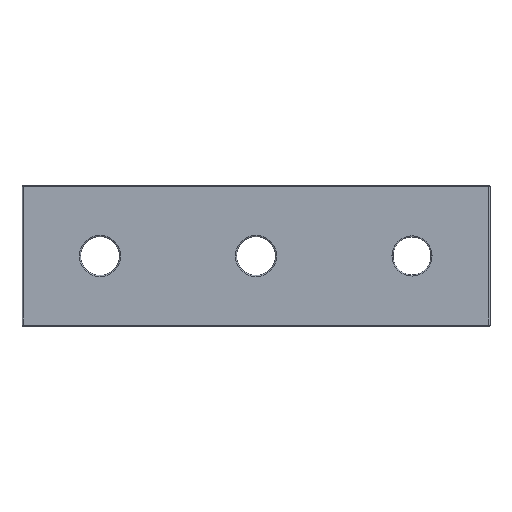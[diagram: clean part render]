
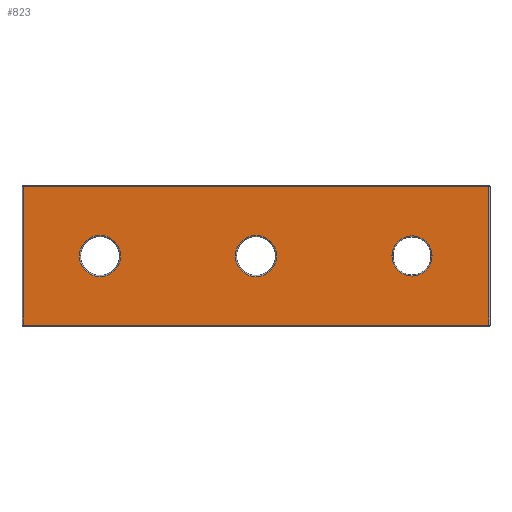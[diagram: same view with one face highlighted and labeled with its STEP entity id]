
A CAD part, top view. The second image highlights one B-rep face of the part: STEP entity #823.
In plain terms, the highlighted planar face has unit normal (0, 0, 1).
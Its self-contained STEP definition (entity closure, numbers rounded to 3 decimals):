
#6 = CARTESIAN_POINT ( 'NONE',  ( 29.85, 0., 4. ) ) ;
#10 = CARTESIAN_POINT ( 'NONE',  ( -2.65, 0., 4. ) ) ;
#23 = AXIS2_PLACEMENT_3D ( 'NONE', #487, #1133, #576 ) ;
#29 = VERTEX_POINT ( 'NONE', #758 ) ;
#83 = DIRECTION ( 'NONE',  ( 0., 0., 1. ) ) ;
#94 = ORIENTED_EDGE ( 'NONE', *, *, #769, .T. ) ;
#98 = AXIS2_PLACEMENT_3D ( 'NONE', #997, #450, #1096 ) ;
#103 = FACE_BOUND ( 'NONE', #670, .T. ) ;
#105 = DIRECTION ( 'NONE',  ( 0., 0., -1. ) ) ;
#136 = EDGE_CURVE ( 'NONE', #704, #334, #841, .T. ) ;
#143 = CARTESIAN_POINT ( 'NONE',  ( 0., 0., 4. ) ) ;
#155 = CARTESIAN_POINT ( 'NONE',  ( 22.576, 0., 4. ) ) ;
#160 = CARTESIAN_POINT ( 'NONE',  ( 2.65, 0., 4. ) ) ;
#161 = AXIS2_PLACEMENT_3D ( 'NONE', #632, #83, #721 ) ;
#163 = CIRCLE ( 'NONE', #1105, 2.65 ) ;
#181 = CIRCLE ( 'NONE', #23, 2.65 ) ;
#206 = LINE ( 'NONE', #6, #422 ) ;
#228 = DIRECTION ( 'NONE',  ( 1., 0., 0. ) ) ;
#280 = CIRCLE ( 'NONE', #859, 2.65 ) ;
#304 = CARTESIAN_POINT ( 'NONE',  ( -17.35, 0., 4. ) ) ;
#309 = CARTESIAN_POINT ( 'NONE',  ( 29.85, 8.85, 4. ) ) ;
#334 = VERTEX_POINT ( 'NONE', #708 ) ;
#339 = EDGE_CURVE ( 'NONE', #660, #29, #181, .T. ) ;
#346 = FACE_OUTER_BOUND ( 'NONE', #633, .T. ) ;
#352 = CARTESIAN_POINT ( 'NONE',  ( 0., 0., 4. ) ) ;
#407 = CARTESIAN_POINT ( 'NONE',  ( 0., 8.85, 4. ) ) ;
#417 = ORIENTED_EDGE ( 'NONE', *, *, #136, .T. ) ;
#422 = VECTOR ( 'NONE', #1020, 1000. ) ;
#445 = DIRECTION ( 'NONE',  ( 1., 0., 0. ) ) ;
#450 = DIRECTION ( 'NONE',  ( 0., 0., -1. ) ) ;
#463 = EDGE_CURVE ( 'NONE', #29, #660, #1163, .T. ) ;
#487 = CARTESIAN_POINT ( 'NONE',  ( -20., 0., 4. ) ) ;
#510 = CARTESIAN_POINT ( 'NONE',  ( -20., 0., 4. ) ) ;
#530 = LINE ( 'NONE', #852, #742 ) ;
#543 = ORIENTED_EDGE ( 'NONE', *, *, #747, .T. ) ;
#558 = CIRCLE ( 'NONE', #98, 2.576 ) ;
#562 = EDGE_CURVE ( 'NONE', #722, #704, #206, .T. ) ;
#576 = DIRECTION ( 'NONE',  ( 1., 0., 0. ) ) ;
#599 = VECTOR ( 'NONE', #774, 1000. ) ;
#601 = DIRECTION ( 'NONE',  ( 1., 0., 0. ) ) ;
#610 = ORIENTED_EDGE ( 'NONE', *, *, #562, .T. ) ;
#632 = CARTESIAN_POINT ( 'NONE',  ( 0., 0., 4. ) ) ;
#633 = EDGE_LOOP ( 'NONE', ( #610, #417, #812, #94 ) ) ;
#642 = CIRCLE ( 'NONE', #1019, 2.576 ) ;
#655 = CARTESIAN_POINT ( 'NONE',  ( 20., 0., 4. ) ) ;
#660 = VERTEX_POINT ( 'NONE', #304 ) ;
#670 = EDGE_LOOP ( 'NONE', ( #784, #868 ) ) ;
#689 = CARTESIAN_POINT ( 'NONE',  ( 30., -8.85, 4. ) ) ;
#704 = VERTEX_POINT ( 'NONE', #309 ) ;
#705 = AXIS2_PLACEMENT_3D ( 'NONE', #510, #1158, #601 ) ;
#708 = CARTESIAN_POINT ( 'NONE',  ( -29.85, 8.85, 4. ) ) ;
#721 = DIRECTION ( 'NONE',  ( 1., 0., 0. ) ) ;
#722 = VERTEX_POINT ( 'NONE', #865 ) ;
#742 = VECTOR ( 'NONE', #1128, 1000. ) ;
#743 = DIRECTION ( 'NONE',  ( 1., 0., 0. ) ) ;
#747 = EDGE_CURVE ( 'NONE', #1167, #962, #280, .T. ) ;
#758 = CARTESIAN_POINT ( 'NONE',  ( -22.65, 0., 4. ) ) ;
#759 = VERTEX_POINT ( 'NONE', #958 ) ;
#769 = EDGE_CURVE ( 'NONE', #994, #722, #1143, .T. ) ;
#774 = DIRECTION ( 'NONE',  ( -1., 0., 0. ) ) ;
#783 = DIRECTION ( 'NONE',  ( 0., 0., -1. ) ) ;
#784 = ORIENTED_EDGE ( 'NONE', *, *, #339, .T. ) ;
#810 = EDGE_CURVE ( 'NONE', #962, #1167, #163, .T. ) ;
#812 = ORIENTED_EDGE ( 'NONE', *, *, #1078, .T. ) ;
#823 = ADVANCED_FACE ( 'NONE', ( #833, #1081, #346, #103 ), #1188, .T. ) ;
#829 = EDGE_CURVE ( 'NONE', #759, #1129, #558, .T. ) ;
#833 = FACE_BOUND ( 'NONE', #1141, .T. ) ;
#837 = EDGE_LOOP ( 'NONE', ( #543, #933 ) ) ;
#841 = LINE ( 'NONE', #407, #599 ) ;
#852 = CARTESIAN_POINT ( 'NONE',  ( -29.85, -9., 4. ) ) ;
#859 = AXIS2_PLACEMENT_3D ( 'NONE', #143, #783, #228 ) ;
#865 = CARTESIAN_POINT ( 'NONE',  ( 29.85, -8.85, 4. ) ) ;
#868 = ORIENTED_EDGE ( 'NONE', *, *, #463, .T. ) ;
#871 = DIRECTION ( 'NONE',  ( 1., 0., 0. ) ) ;
#892 = VECTOR ( 'NONE', #871, 1000. ) ;
#929 = EDGE_CURVE ( 'NONE', #1129, #759, #642, .T. ) ;
#933 = ORIENTED_EDGE ( 'NONE', *, *, #810, .T. ) ;
#945 = ORIENTED_EDGE ( 'NONE', *, *, #929, .T. ) ;
#958 = CARTESIAN_POINT ( 'NONE',  ( 17.424, 0., 4. ) ) ;
#962 = VERTEX_POINT ( 'NONE', #10 ) ;
#992 = DIRECTION ( 'NONE',  ( 0., 0., -1. ) ) ;
#994 = VERTEX_POINT ( 'NONE', #1027 ) ;
#997 = CARTESIAN_POINT ( 'NONE',  ( 20., 0., 4. ) ) ;
#1005 = ORIENTED_EDGE ( 'NONE', *, *, #829, .T. ) ;
#1019 = AXIS2_PLACEMENT_3D ( 'NONE', #655, #105, #743 ) ;
#1020 = DIRECTION ( 'NONE',  ( 0., 1., 0. ) ) ;
#1027 = CARTESIAN_POINT ( 'NONE',  ( -29.85, -8.85, 4. ) ) ;
#1078 = EDGE_CURVE ( 'NONE', #334, #994, #530, .T. ) ;
#1081 = FACE_BOUND ( 'NONE', #837, .T. ) ;
#1096 = DIRECTION ( 'NONE',  ( 1., 0., 0. ) ) ;
#1105 = AXIS2_PLACEMENT_3D ( 'NONE', #352, #992, #445 ) ;
#1128 = DIRECTION ( 'NONE',  ( 0., -1., 0. ) ) ;
#1129 = VERTEX_POINT ( 'NONE', #155 ) ;
#1133 = DIRECTION ( 'NONE',  ( 0., 0., -1. ) ) ;
#1141 = EDGE_LOOP ( 'NONE', ( #945, #1005 ) ) ;
#1143 = LINE ( 'NONE', #689, #892 ) ;
#1158 = DIRECTION ( 'NONE',  ( 0., 0., -1. ) ) ;
#1163 = CIRCLE ( 'NONE', #705, 2.65 ) ;
#1167 = VERTEX_POINT ( 'NONE', #160 ) ;
#1188 = PLANE ( 'NONE',  #161 ) ;
